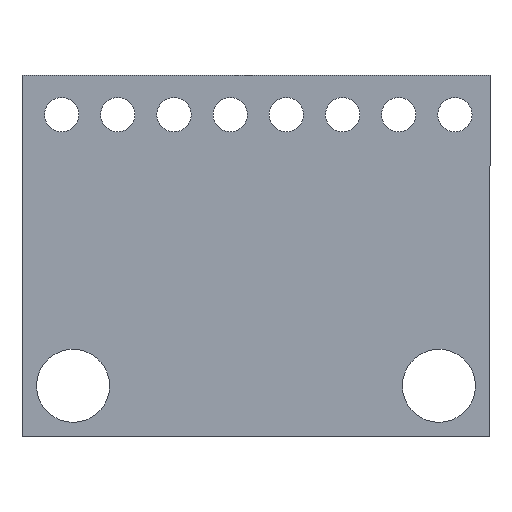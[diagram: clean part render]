
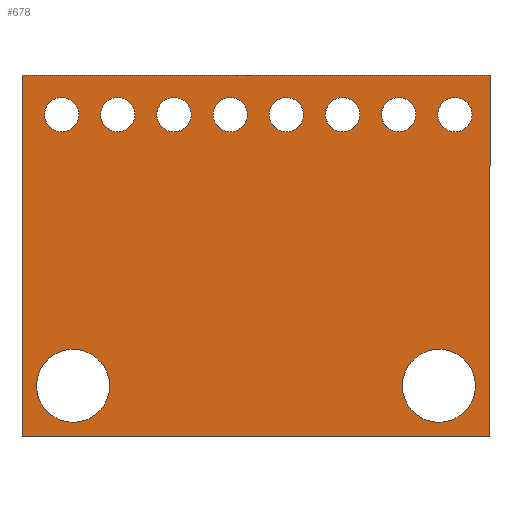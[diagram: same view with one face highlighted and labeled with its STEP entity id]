
A CAD part, front view. The second image highlights one B-rep face of the part: STEP entity #678.
In plain terms, the highlighted planar face has unit normal (0, -1, 0).
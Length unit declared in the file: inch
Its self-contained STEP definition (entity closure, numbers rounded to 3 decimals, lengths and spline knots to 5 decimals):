
#36=LINE($,#1106,#72);
#40=LINE($,#1114,#76);
#43=LINE($,#1120,#79);
#46=LINE($,#1125,#82);
#72=VECTOR($,#932,0.644);
#76=VECTOR($,#938,0.833);
#79=VECTOR($,#943,0.644);
#82=VECTOR($,#948,0.833);
#107=PLANE($,#759);
#174=FACE_BOUND($,#296,.T.);
#175=FACE_BOUND($,#297,.T.);
#176=FACE_BOUND($,#298,.T.);
#177=FACE_BOUND($,#299,.T.);
#178=FACE_BOUND($,#300,.T.);
#179=FACE_BOUND($,#301,.T.);
#180=FACE_BOUND($,#302,.T.);
#181=FACE_BOUND($,#303,.T.);
#182=FACE_BOUND($,#304,.T.);
#183=FACE_BOUND($,#305,.T.);
#184=FACE_BOUND($,#306,.T.);
#296=EDGE_LOOP($,(#605));
#297=EDGE_LOOP($,(#606));
#298=EDGE_LOOP($,(#607));
#299=EDGE_LOOP($,(#608));
#300=EDGE_LOOP($,(#609));
#301=EDGE_LOOP($,(#610));
#302=EDGE_LOOP($,(#611));
#303=EDGE_LOOP($,(#612));
#304=EDGE_LOOP($,(#613));
#305=EDGE_LOOP($,(#614));
#306=EDGE_LOOP($,(#615,#616,#617,#618));
#328=CIRCLE($,#718,0.03055);
#329=CIRCLE($,#720,0.03055);
#330=CIRCLE($,#722,0.03055);
#331=CIRCLE($,#724,0.03055);
#332=CIRCLE($,#726,0.03055);
#333=CIRCLE($,#728,0.03055);
#334=CIRCLE($,#730,0.03055);
#338=CIRCLE($,#737,0.03055);
#339=CIRCLE($,#749,0.065);
#341=CIRCLE($,#752,0.065);
#364=VERTEX_POINT($,#1012);
#365=VERTEX_POINT($,#1015);
#366=VERTEX_POINT($,#1018);
#367=VERTEX_POINT($,#1021);
#368=VERTEX_POINT($,#1024);
#369=VERTEX_POINT($,#1027);
#370=VERTEX_POINT($,#1030);
#374=VERTEX_POINT($,#1041);
#391=VERTEX_POINT($,#1094);
#393=VERTEX_POINT($,#1099);
#395=VERTEX_POINT($,#1104);
#396=VERTEX_POINT($,#1105);
#399=VERTEX_POINT($,#1113);
#401=VERTEX_POINT($,#1119);
#424=EDGE_CURVE($,#364,#364,#328,.T.);
#425=EDGE_CURVE($,#365,#365,#329,.T.);
#426=EDGE_CURVE($,#366,#366,#330,.T.);
#427=EDGE_CURVE($,#367,#367,#331,.T.);
#428=EDGE_CURVE($,#368,#368,#332,.T.);
#429=EDGE_CURVE($,#369,#369,#333,.T.);
#430=EDGE_CURVE($,#370,#370,#334,.T.);
#434=EDGE_CURVE($,#374,#374,#338,.T.);
#459=EDGE_CURVE($,#391,#391,#339,.T.);
#461=EDGE_CURVE($,#393,#393,#341,.T.);
#463=EDGE_CURVE($,#395,#396,#36,.T.);
#467=EDGE_CURVE($,#399,#395,#40,.T.);
#470=EDGE_CURVE($,#401,#399,#43,.T.);
#473=EDGE_CURVE($,#396,#401,#46,.T.);
#605=ORIENTED_EDGE($,*,*,#424,.T.);
#606=ORIENTED_EDGE($,*,*,#425,.T.);
#607=ORIENTED_EDGE($,*,*,#426,.T.);
#608=ORIENTED_EDGE($,*,*,#427,.T.);
#609=ORIENTED_EDGE($,*,*,#428,.T.);
#610=ORIENTED_EDGE($,*,*,#429,.T.);
#611=ORIENTED_EDGE($,*,*,#430,.T.);
#612=ORIENTED_EDGE($,*,*,#434,.T.);
#613=ORIENTED_EDGE($,*,*,#459,.T.);
#614=ORIENTED_EDGE($,*,*,#461,.T.);
#615=ORIENTED_EDGE($,*,*,#473,.F.);
#616=ORIENTED_EDGE($,*,*,#463,.F.);
#617=ORIENTED_EDGE($,*,*,#467,.F.);
#618=ORIENTED_EDGE($,*,*,#470,.F.);
#678=ADVANCED_FACE($,(#174,#175,#176,#177,#178,#179,#180,#181,#182,#183,
#184),#107,.T.);
#718=AXIS2_PLACEMENT_3D($,#1013,#834,#835);
#720=AXIS2_PLACEMENT_3D($,#1016,#838,#839);
#722=AXIS2_PLACEMENT_3D($,#1019,#842,#843);
#724=AXIS2_PLACEMENT_3D($,#1022,#846,#847);
#726=AXIS2_PLACEMENT_3D($,#1025,#850,#851);
#728=AXIS2_PLACEMENT_3D($,#1028,#854,#855);
#730=AXIS2_PLACEMENT_3D($,#1031,#858,#859);
#737=AXIS2_PLACEMENT_3D($,#1042,#872,#873);
#749=AXIS2_PLACEMENT_3D($,#1095,#920,#921);
#752=AXIS2_PLACEMENT_3D($,#1100,#926,#927);
#759=AXIS2_PLACEMENT_3D($,#1128,#952,#953);
#834=DIRECTION('center_axis',(0.,1.,0.));
#835=DIRECTION('ref_axis',(-1.,0.,0.));
#838=DIRECTION('center_axis',(0.,1.,0.));
#839=DIRECTION('ref_axis',(-1.,0.,0.));
#842=DIRECTION('center_axis',(0.,1.,0.));
#843=DIRECTION('ref_axis',(-1.,0.,0.));
#846=DIRECTION('center_axis',(0.,1.,0.));
#847=DIRECTION('ref_axis',(-1.,0.,0.));
#850=DIRECTION('center_axis',(0.,1.,0.));
#851=DIRECTION('ref_axis',(-1.,0.,0.));
#854=DIRECTION('center_axis',(0.,1.,0.));
#855=DIRECTION('ref_axis',(-1.,0.,0.));
#858=DIRECTION('center_axis',(0.,1.,0.));
#859=DIRECTION('ref_axis',(-1.,0.,0.));
#872=DIRECTION('center_axis',(0.,1.,0.));
#873=DIRECTION('ref_axis',(-1.,0.,0.));
#920=DIRECTION('center_axis',(0.,1.,0.));
#921=DIRECTION('ref_axis',(-1.,0.,0.));
#926=DIRECTION('center_axis',(0.,1.,0.));
#927=DIRECTION('ref_axis',(-1.,0.,0.));
#932=DIRECTION($,(0.,0.,-1.));
#938=DIRECTION($,(1.,0.,0.));
#943=DIRECTION($,(0.,0.,1.));
#948=DIRECTION($,(-1.,0.,0.));
#952=DIRECTION('center_axis',(0.,-1.,0.));
#953=DIRECTION('ref_axis',(0.,0.,-1.));
#1012=CARTESIAN_POINT('',(-0.03189,0.,0.57345));
#1013=CARTESIAN_POINT('Origin',(-0.06245,0.,0.57345));
#1015=CARTESIAN_POINT('',(-0.13189,0.,0.57345));
#1016=CARTESIAN_POINT('Origin',(-0.16245,0.,0.57345));
#1018=CARTESIAN_POINT('',(-0.23189,0.,0.57345));
#1019=CARTESIAN_POINT('Origin',(-0.26245,0.,0.57345));
#1021=CARTESIAN_POINT('',(-0.33189,0.,0.57345));
#1022=CARTESIAN_POINT('Origin',(-0.36245,0.,0.57345));
#1024=CARTESIAN_POINT('',(-0.43189,0.,0.57345));
#1025=CARTESIAN_POINT('Origin',(-0.46245,0.,0.57345));
#1027=CARTESIAN_POINT('',(-0.53189,0.,0.57345));
#1028=CARTESIAN_POINT('Origin',(-0.56245,0.,0.57345));
#1030=CARTESIAN_POINT('',(-0.63189,0.,0.57345));
#1031=CARTESIAN_POINT('Origin',(-0.66245,0.,0.57345));
#1041=CARTESIAN_POINT('',(-0.73189,0.,0.57345));
#1042=CARTESIAN_POINT('Origin',(-0.76245,0.,0.57345));
#1094=CARTESIAN_POINT('',(-0.677,0.,0.091));
#1095=CARTESIAN_POINT('Origin',(-0.742,0.,0.091));
#1099=CARTESIAN_POINT('',(-0.026,0.,0.091));
#1100=CARTESIAN_POINT('Origin',(-0.091,0.,0.091));
#1104=CARTESIAN_POINT('',(0.,0.,0.644));
#1105=CARTESIAN_POINT('',(0.,0.,0.));
#1106=CARTESIAN_POINT($,(0.,0.,0.644));
#1113=CARTESIAN_POINT('',(-0.833,0.,0.644));
#1114=CARTESIAN_POINT($,(-0.833,0.,0.644));
#1119=CARTESIAN_POINT('',(-0.833,0.,0.));
#1120=CARTESIAN_POINT($,(-0.833,0.,0.));
#1125=CARTESIAN_POINT($,(0.,0.,0.));
#1128=CARTESIAN_POINT('Origin',(-0.4165,0.,0.322));
